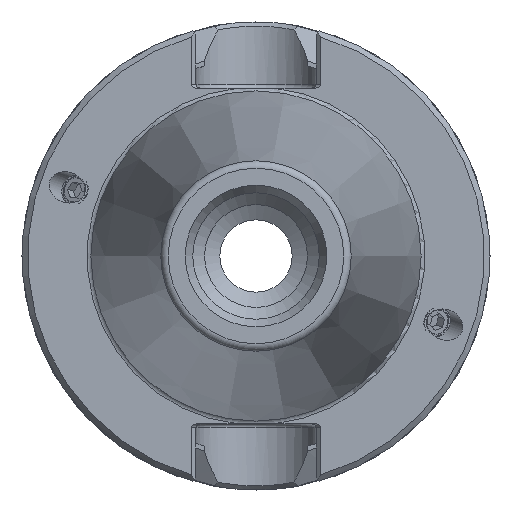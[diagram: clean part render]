
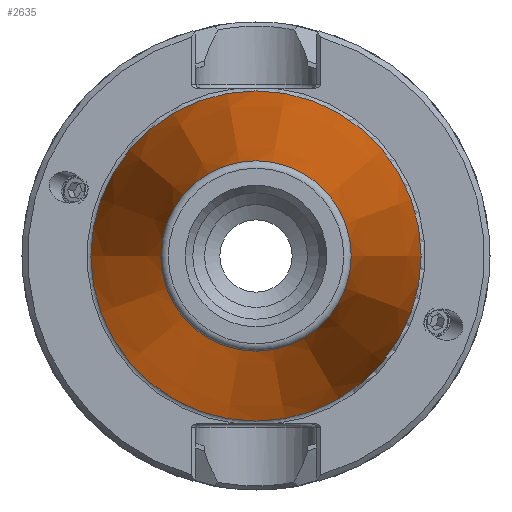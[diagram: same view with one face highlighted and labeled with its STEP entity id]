
A CAD part, left-side view. The second image highlights one B-rep face of the part: STEP entity #2635.
In plain terms, the highlighted conical face has half-angle 8.297 degrees and reference radius 17.456 mm.
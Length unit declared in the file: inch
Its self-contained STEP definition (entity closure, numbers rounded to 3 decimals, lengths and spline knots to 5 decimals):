
#2446=CARTESIAN_POINT('',(0.00001,0.875,0.0));
#2447=VERTEX_POINT('',#2446);
#2448=CARTESIAN_POINT('',(0.00001,0.0,0.0));
#2449=DIRECTION('',(-1.0,0.,0.0));
#2450=DIRECTION('',(0.,1.0,0.0));
#2451=AXIS2_PLACEMENT_3D('',#2448,#2449,#2450);
#2452=CIRCLE('',#2451,0.875);
#2453=EDGE_CURVE('',#2447,#2447,#2452,.T.);
#2600=CARTESIAN_POINT('',(-2.54077,0.50448,0.));
#2601=VERTEX_POINT('',#2600);
#2602=CARTESIAN_POINT('',(-2.54077,0.,0.));
#2603=DIRECTION('',(-1.0,0.0,0.0));
#2604=DIRECTION('',(0.0,-1.0,0.0));
#2605=AXIS2_PLACEMENT_3D('',#2602,#2603,#2604);
#2606=CIRCLE('',#2605,0.50448);
#2607=EDGE_CURVE('',#2601,#2601,#2606,.T.);
#2624=CARTESIAN_POINT('',(-1.2875,0.0,0.0));
#2625=DIRECTION('',(1.0,0.0,0.0));
#2626=DIRECTION('',(0.,1.0,0.0));
#2627=AXIS2_PLACEMENT_3D('',#2624,#2625,#2626);
#2628=CONICAL_SURFACE('',#2627,0.68724,8.297);
#2629=ORIENTED_EDGE('',*,*,#2453,.T.);
#2630=EDGE_LOOP('',(#2629));
#2631=FACE_OUTER_BOUND('',#2630,.T.);
#2632=ORIENTED_EDGE('',*,*,#2607,.F.);
#2633=EDGE_LOOP('',(#2632));
#2634=FACE_BOUND('',#2633,.T.);
#2635=ADVANCED_FACE('',(#2631,#2634),#2628,.T.);
